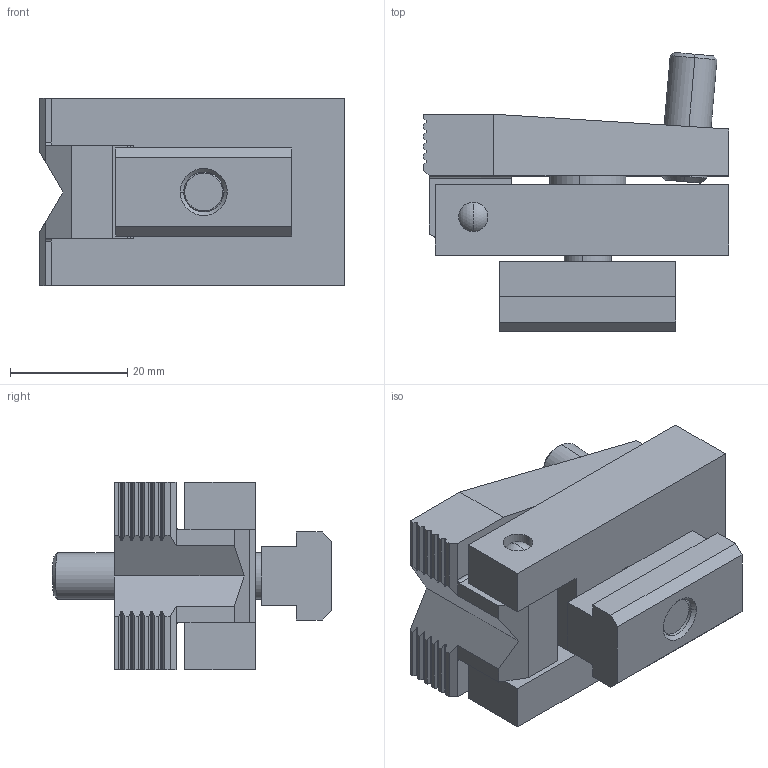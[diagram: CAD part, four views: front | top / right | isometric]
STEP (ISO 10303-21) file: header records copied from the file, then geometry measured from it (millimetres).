
FILE_DESCRIPTION(('STEP AP214'),'1');
FILE_NAME('HALDERN_EH_23210_0502.stp','2021-09-02T09:59:49',('TraceParts'),('TraceParts S.A.'),'Spatial InterOp 3D',' ',' ');
FILE_SCHEMA(('AUTOMOTIVE_DESIGN { 1 0 10303 214 1 1 1 1 }'));
Length unit declared in the file: millimetre
Products named in the file (1): HALDERN_EH_23210_0502_1
Bounding box: 52 x 47.56 x 32 mm (x, y, z)
Volume: 35396.7 mm3; surface area: 14681.8 mm2
Topology: 5 solids, 5 shells, 175 faces, 441 edges, 282 vertices
Faces by surface type: plane 94, cylinder 47, cone 26, torus 4, sphere 4
Entity records: 6746 total; most frequent: CARTESIAN_POINT 1057, ORIENTED_EDGE 882, DIRECTION 873, EDGE_CURVE 441, LINE 297, VECTOR 297, AXIS2_PLACEMENT_3D 288, VERTEX_POINT 282
